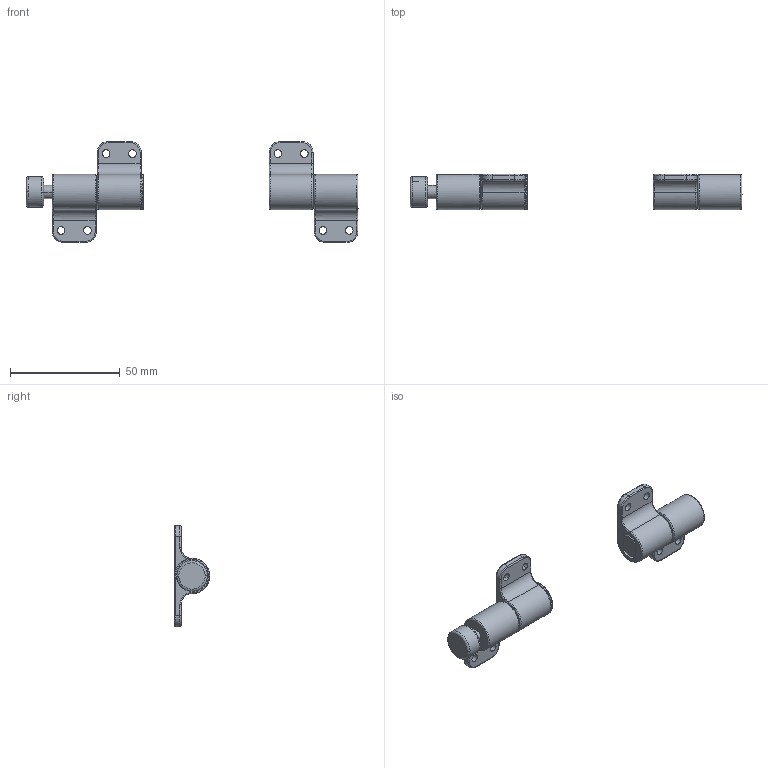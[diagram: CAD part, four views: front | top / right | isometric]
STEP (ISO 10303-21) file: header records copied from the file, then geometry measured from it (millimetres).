
FILE_DESCRIPTION((''),'2;1');
FILE_NAME('','2008-04-30T13:58:27',(''),(''),'','CADfix','');
FILE_SCHEMA(('AUTOMOTIVE_DESIGN { 1 0 10303 214 1 1 1 1 }'));
Length unit declared in the file: millimetre
Bounding box: 151.35 x 16 x 46 mm (x, y, z)
Volume: 22450.3 mm3; surface area: 9399 mm2
Topology: 5 solids, 5 shells, 143 faces, 382 edges, 254 vertices
Faces by surface type: bspline 143
Entity records: 5159 total; most frequent: CARTESIAN_POINT 3020, ORIENTED_EDGE 764, EDGE_CURVE 382, VERTEX_POINT 254, EDGE_LOOP 164, FACE_OUTER_BOUND 143, ADVANCED_FACE 143, QUASI_UNIFORM_CURVE 119
